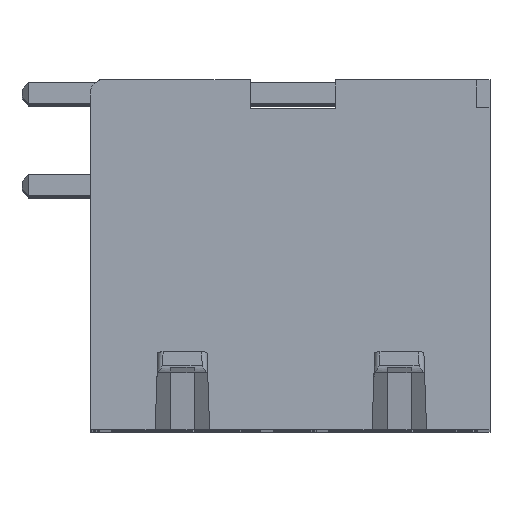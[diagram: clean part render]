
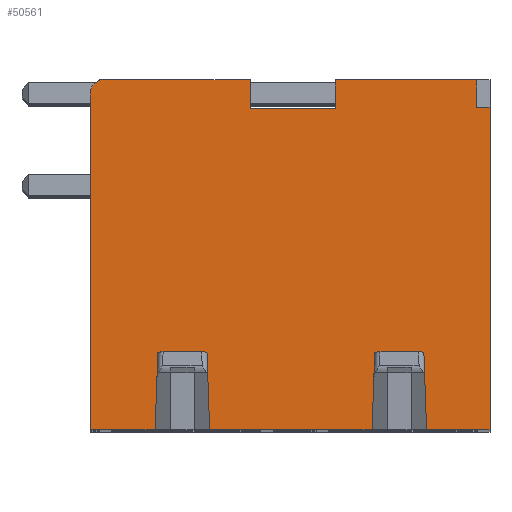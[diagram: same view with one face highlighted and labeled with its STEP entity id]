
A CAD part, top view. The second image highlights one B-rep face of the part: STEP entity #50561.
In plain terms, the highlighted planar face has unit normal (0, 0, 1).
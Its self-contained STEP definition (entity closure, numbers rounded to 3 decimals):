
#13209=DIRECTION('',(-1.,0.,0.));
#13210=VECTOR('',#13209,5.39);
#13211=CARTESIAN_POINT('',(11.703,13.3,33.7));
#13212=LINE('',#13211,#13210);
#13401=DIRECTION('',(0.,-1.,0.));
#13402=VECTOR('',#13401,1.092);
#13403=CARTESIAN_POINT('',(6.313,13.3,33.7));
#13404=LINE('',#13403,#13402);
#13509=DIRECTION('',(0.,1.,0.));
#13510=VECTOR('',#13509,1.092);
#13511=CARTESIAN_POINT('',(3.074,12.208,33.7));
#13512=LINE('',#13511,#13510);
#13997=DIRECTION('',(-1.,0.,0.));
#13998=VECTOR('',#13997,5.716);
#13999=CARTESIAN_POINT('',(3.074,13.3,33.7));
#14000=LINE('',#13999,#13998);
#14385=DIRECTION('',(0.,-1.,0.));
#14386=VECTOR('',#14385,0.02);
#14387=CARTESIAN_POINT('',(-2.641,13.3,33.7));
#14388=LINE('',#14387,#14386);
#17235=DIRECTION('',(-1.,0.,0.));
#17236=VECTOR('',#17235,3.238);
#17237=CARTESIAN_POINT('',(6.313,12.208,33.7));
#17238=LINE('',#17237,#17236);
#17239=DIRECTION('',(-0.035,-0.999,0.));
#17240=VECTOR('',#17239,2.716);
#17241=CARTESIAN_POINT('',(-0.443,2.714,33.7));
#17242=LINE('',#17241,#17240);
#17243=DIRECTION('',(-1.,0.,0.));
#17244=VECTOR('',#17243,2.463);
#17245=CARTESIAN_POINT('',(-0.537,0.,33.7));
#17246=LINE('',#17245,#17244);
#17247=DIRECTION('',(0.,1.,0.));
#17248=VECTOR('',#17247,12.8);
#17249=CARTESIAN_POINT('',(-3.,0.,33.7));
#17250=LINE('',#17249,#17248);
#17251=CARTESIAN_POINT('',(-2.5,12.8,33.7));
#17252=DIRECTION('',(0.,0.,-1.));
#17253=DIRECTION('',(-1.,0.,0.));
#17254=AXIS2_PLACEMENT_3D('',#17251,#17252,#17253);
#17256=DIRECTION('',(0.,-1.,0.));
#17257=VECTOR('',#17256,12.25);
#17258=CARTESIAN_POINT('',(12.2,12.25,33.7));
#17259=LINE('',#17258,#17257);
#17260=DIRECTION('',(-1.,0.,0.));
#17261=VECTOR('',#17260,2.413);
#17262=CARTESIAN_POINT('',(12.2,0.,33.7));
#17263=LINE('',#17262,#17261);
#17264=DIRECTION('',(-0.035,0.999,0.));
#17265=VECTOR('',#17264,2.716);
#17266=CARTESIAN_POINT('',(9.787,0.,33.7));
#17267=LINE('',#17266,#17265);
#17268=DIRECTION('',(-0.035,-0.999,0.));
#17269=VECTOR('',#17268,2.716);
#17270=CARTESIAN_POINT('',(7.807,2.714,33.7));
#17271=LINE('',#17270,#17269);
#17272=DIRECTION('',(-1.,0.,0.));
#17273=VECTOR('',#17272,6.175);
#17274=CARTESIAN_POINT('',(7.713,0.,33.7));
#17275=LINE('',#17274,#17273);
#17276=DIRECTION('',(-0.035,0.999,0.));
#17277=VECTOR('',#17276,2.716);
#17278=CARTESIAN_POINT('',(1.537,0.,33.7));
#17279=LINE('',#17278,#17277);
#17304=DIRECTION('',(1.,0.,0.));
#17305=VECTOR('',#17304,1.885);
#17306=CARTESIAN_POINT('',(-0.443,2.714,33.7));
#17307=LINE('',#17306,#17305);
#17461=DIRECTION('',(0.,1.,0.));
#17462=VECTOR('',#17461,1.05);
#17463=CARTESIAN_POINT('',(11.703,12.25,33.7));
#17464=LINE('',#17463,#17462);
#17477=DIRECTION('',(-1.,0.,0.));
#17478=VECTOR('',#17477,0.497);
#17479=CARTESIAN_POINT('',(12.2,12.25,33.7));
#17480=LINE('',#17479,#17478);
#17497=DIRECTION('',(1.,0.,0.));
#17498=VECTOR('',#17497,1.885);
#17499=CARTESIAN_POINT('',(7.807,2.714,33.7));
#17500=LINE('',#17499,#17498);
#19063=CARTESIAN_POINT('',(-3.,0.,33.7));
#19064=VERTEX_POINT('',#19063);
#19065=CARTESIAN_POINT('',(-0.537,0.,33.7));
#19066=VERTEX_POINT('',#19065);
#19071=CARTESIAN_POINT('',(1.537,0.,33.7));
#19072=VERTEX_POINT('',#19071);
#19073=CARTESIAN_POINT('',(7.713,0.,33.7));
#19074=VERTEX_POINT('',#19073);
#19079=CARTESIAN_POINT('',(9.787,0.,33.7));
#19080=VERTEX_POINT('',#19079);
#19081=CARTESIAN_POINT('',(12.2,0.,33.7));
#19082=VERTEX_POINT('',#19081);
#19163=CARTESIAN_POINT('',(12.2,12.25,33.7));
#19164=VERTEX_POINT('',#19163);
#19171=CARTESIAN_POINT('',(11.703,13.3,33.7));
#19172=VERTEX_POINT('',#19171);
#19173=CARTESIAN_POINT('',(6.313,13.3,33.7));
#19174=VERTEX_POINT('',#19173);
#19175=CARTESIAN_POINT('',(6.313,12.208,33.7));
#19176=VERTEX_POINT('',#19175);
#19185=CARTESIAN_POINT('',(3.074,12.208,33.7));
#19186=CARTESIAN_POINT('',(3.074,13.3,33.7));
#19187=VERTEX_POINT('',#19185);
#19188=VERTEX_POINT('',#19186);
#19197=CARTESIAN_POINT('',(-2.641,13.3,33.7));
#19198=VERTEX_POINT('',#19197);
#19199=CARTESIAN_POINT('',(-2.641,13.28,33.7));
#19200=VERTEX_POINT('',#19199);
#19229=CARTESIAN_POINT('',(-0.443,2.714,33.7));
#19230=VERTEX_POINT('',#19229);
#19231=CARTESIAN_POINT('',(-3.,12.8,33.7));
#19232=VERTEX_POINT('',#19231);
#19233=CARTESIAN_POINT('',(11.703,12.25,33.7));
#19234=VERTEX_POINT('',#19233);
#19235=CARTESIAN_POINT('',(9.693,2.714,33.7));
#19236=VERTEX_POINT('',#19235);
#19237=CARTESIAN_POINT('',(7.807,2.714,33.7));
#19238=VERTEX_POINT('',#19237);
#19239=CARTESIAN_POINT('',(1.443,2.714,33.7));
#19240=VERTEX_POINT('',#19239);
#50524=CARTESIAN_POINT('',(0.,0.,33.7));
#50525=DIRECTION('',(0.,0.,1.));
#50526=DIRECTION('',(1.,0.,0.));
#50527=AXIS2_PLACEMENT_3D('',#50524,#50525,#50526);
#50528=PLANE('',#50527);
#50530=ORIENTED_EDGE('',*,*,#50529,.T.);
#50531=ORIENTED_EDGE('',*,*,#25157,.T.);
#50533=ORIENTED_EDGE('',*,*,#50532,.T.);
#50535=ORIENTED_EDGE('',*,*,#50534,.T.);
#50536=ORIENTED_EDGE('',*,*,#45345,.F.);
#50537=ORIENTED_EDGE('',*,*,#45315,.F.);
#50538=ORIENTED_EDGE('',*,*,#44364,.F.);
#50539=ORIENTED_EDGE('',*,*,#50519,.F.);
#50540=ORIENTED_EDGE('',*,*,#44132,.F.);
#50541=ORIENTED_EDGE('',*,*,#44117,.F.);
#50543=ORIENTED_EDGE('',*,*,#50542,.F.);
#50545=ORIENTED_EDGE('',*,*,#50544,.F.);
#50546=ORIENTED_EDGE('',*,*,#43880,.T.);
#50547=ORIENTED_EDGE('',*,*,#25173,.T.);
#50549=ORIENTED_EDGE('',*,*,#50548,.T.);
#50551=ORIENTED_EDGE('',*,*,#50550,.F.);
#50553=ORIENTED_EDGE('',*,*,#50552,.T.);
#50554=ORIENTED_EDGE('',*,*,#25165,.T.);
#50556=ORIENTED_EDGE('',*,*,#50555,.T.);
#50558=ORIENTED_EDGE('',*,*,#50557,.F.);
#50559=EDGE_LOOP('',(#50530,#50531,#50533,#50535,#50536,#50537,#50538,#50539,
#50540,#50541,#50543,#50545,#50546,#50547,#50549,#50551,#50553,#50554,#50556,
#50558));
#50560=FACE_OUTER_BOUND('',#50559,.F.);
#50561=ADVANCED_FACE('',(#50560),#50528,.T.);
#17255=CIRCLE('',#17254,0.5);
#25157=EDGE_CURVE('',#19066,#19064,#17246,.T.);
#25165=EDGE_CURVE('',#19074,#19072,#17275,.T.);
#25173=EDGE_CURVE('',#19082,#19080,#17263,.T.);
#43880=EDGE_CURVE('',#19164,#19082,#17259,.T.);
#44117=EDGE_CURVE('',#19172,#19174,#13212,.T.);
#44132=EDGE_CURVE('',#19174,#19176,#13404,.T.);
#44364=EDGE_CURVE('',#19187,#19188,#13512,.T.);
#45315=EDGE_CURVE('',#19188,#19198,#14000,.T.);
#45345=EDGE_CURVE('',#19198,#19200,#14388,.T.);
#50519=EDGE_CURVE('',#19176,#19187,#17238,.T.);
#50529=EDGE_CURVE('',#19230,#19066,#17242,.T.);
#50532=EDGE_CURVE('',#19064,#19232,#17250,.T.);
#50534=EDGE_CURVE('',#19232,#19200,#17255,.T.);
#50542=EDGE_CURVE('',#19234,#19172,#17464,.T.);
#50544=EDGE_CURVE('',#19164,#19234,#17480,.T.);
#50548=EDGE_CURVE('',#19080,#19236,#17267,.T.);
#50550=EDGE_CURVE('',#19238,#19236,#17500,.T.);
#50552=EDGE_CURVE('',#19238,#19074,#17271,.T.);
#50555=EDGE_CURVE('',#19072,#19240,#17279,.T.);
#50557=EDGE_CURVE('',#19230,#19240,#17307,.T.);
